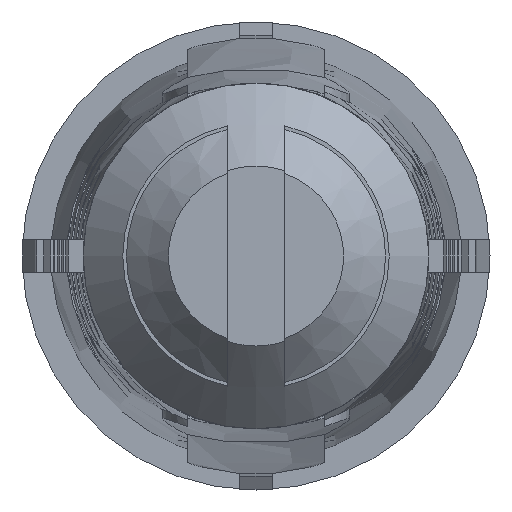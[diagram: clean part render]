
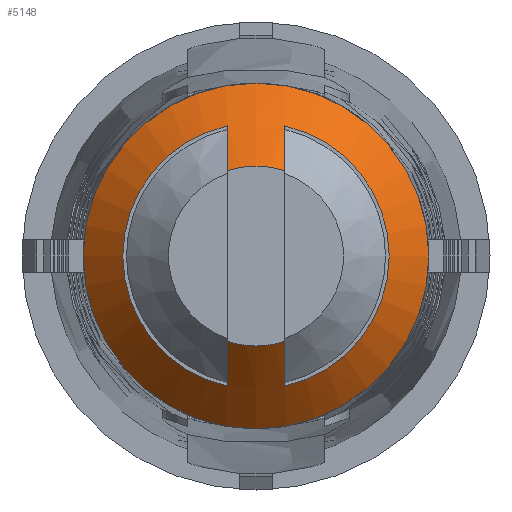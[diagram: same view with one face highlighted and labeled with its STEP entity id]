
A CAD part, left-side view. The second image highlights one B-rep face of the part: STEP entity #5148.
In plain terms, the highlighted conical face has half-angle 45 degrees and reference radius 2.5 mm.
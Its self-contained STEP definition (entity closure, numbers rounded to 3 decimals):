
#849=CIRCLE('',#5421,4.8);
#853=CIRCLE('',#5429,2.5);
#854=CIRCLE('',#5430,2.5);
#855=CIRCLE('',#5432,3.7);
#856=CIRCLE('',#5433,3.7);
#1472=ORIENTED_EDGE('',*,*,#2401,.F.);
#1473=ORIENTED_EDGE('',*,*,#2226,.F.);
#1474=ORIENTED_EDGE('',*,*,#2410,.F.);
#1475=ORIENTED_EDGE('',*,*,#2228,.F.);
#1476=ORIENTED_EDGE('',*,*,#2409,.T.);
#1477=ORIENTED_EDGE('',*,*,#2218,.F.);
#1478=ORIENTED_EDGE('',*,*,#2411,.F.);
#1479=ORIENTED_EDGE('',*,*,#2220,.F.);
#1480=ORIENTED_EDGE('',*,*,#2408,.T.);
#2218=EDGE_CURVE('',#2757,#2758,#3068,.T.);
#2220=EDGE_CURVE('',#2759,#2752,#3069,.T.);
#2226=EDGE_CURVE('',#2765,#2766,#3072,.T.);
#2228=EDGE_CURVE('',#2767,#2761,#3073,.T.);
#2401=EDGE_CURVE('',#2878,#2878,#849,.T.);
#2408=EDGE_CURVE('',#2759,#2766,#853,.T.);
#2409=EDGE_CURVE('',#2767,#2758,#854,.T.);
#2410=EDGE_CURVE('',#2761,#2765,#855,.T.);
#2411=EDGE_CURVE('',#2752,#2757,#856,.T.);
#2752=VERTEX_POINT('',#7217);
#2757=VERTEX_POINT('',#7232);
#2758=VERTEX_POINT('',#7237);
#2759=VERTEX_POINT('',#7239);
#2761=VERTEX_POINT('',#7247);
#2765=VERTEX_POINT('',#7261);
#2766=VERTEX_POINT('',#7266);
#2767=VERTEX_POINT('',#7268);
#2878=VERTEX_POINT('',#7911);
#3068=B_SPLINE_CURVE_WITH_KNOTS('',3,(#7233,#7234,#7235,#7236),
 .UNSPECIFIED.,.F.,.F.,(4,4),(0.,0.002),
 .UNSPECIFIED.);
#3069=B_SPLINE_CURVE_WITH_KNOTS('',3,(#7240,#7241,#7242,#7243),
 .UNSPECIFIED.,.F.,.F.,(4,4),(0.008,0.009),
 .UNSPECIFIED.);
#3072=B_SPLINE_CURVE_WITH_KNOTS('',3,(#7262,#7263,#7264,#7265),
 .UNSPECIFIED.,.F.,.F.,(4,4),(0.,0.002),
 .UNSPECIFIED.);
#3073=B_SPLINE_CURVE_WITH_KNOTS('',3,(#7269,#7270,#7271,#7272),
 .UNSPECIFIED.,.F.,.F.,(4,4),(0.008,0.009),
 .UNSPECIFIED.);
#3267=EDGE_LOOP('',(#1472));
#3268=EDGE_LOOP('',(#1473,#1474,#1475,#1476,#1477,#1478,#1479,#1480));
#3489=FACE_BOUND('',#3267,.T.);
#3490=FACE_BOUND('',#3268,.T.);
#3606=CONICAL_SURFACE('',#5431,2.5,0.785);
#5148=ADVANCED_FACE('',(#3489,#3490),#3606,.T.);
#5421=AXIS2_PLACEMENT_3D('',#7910,#5996,#5997);
#5429=AXIS2_PLACEMENT_3D('',#7924,#6015,#6016);
#5430=AXIS2_PLACEMENT_3D('',#7925,#6017,#6018);
#5431=AXIS2_PLACEMENT_3D('',#7926,#6019,#6020);
#5432=AXIS2_PLACEMENT_3D('',#7927,#6021,#6022);
#5433=AXIS2_PLACEMENT_3D('',#7928,#6023,#6024);
#5996=DIRECTION('',(1.,0.,0.));
#5997=DIRECTION('',(0.,0.,-1.));
#6015=DIRECTION('',(1.,0.,0.));
#6016=DIRECTION('',(0.,0.,-1.));
#6017=DIRECTION('',(1.,0.,0.));
#6018=DIRECTION('',(0.,0.,-1.));
#6019=DIRECTION('',(1.,0.,0.));
#6020=DIRECTION('',(0.,0.,-1.));
#6021=DIRECTION('',(-1.,0.,0.));
#6022=DIRECTION('',(0.,0.,1.));
#6023=DIRECTION('',(-1.,0.,0.));
#6024=DIRECTION('',(0.,0.,1.));
#7217=CARTESIAN_POINT('',(-48.8,0.8,3.612));
#7232=CARTESIAN_POINT('',(-48.8,0.8,-3.612));
#7233=CARTESIAN_POINT('',(-48.8,0.8,-3.612));
#7234=CARTESIAN_POINT('',(-49.203,0.8,-3.2));
#7235=CARTESIAN_POINT('',(-49.604,0.8,-2.787));
#7236=CARTESIAN_POINT('',(-50.,0.8,-2.369));
#7237=CARTESIAN_POINT('',(-50.,0.8,-2.369));
#7239=CARTESIAN_POINT('',(-50.,0.8,2.369));
#7240=CARTESIAN_POINT('',(-50.,0.8,2.369));
#7241=CARTESIAN_POINT('',(-49.604,0.8,2.787));
#7242=CARTESIAN_POINT('',(-49.203,0.8,3.2));
#7243=CARTESIAN_POINT('',(-48.8,0.8,3.612));
#7247=CARTESIAN_POINT('',(-48.8,-0.8,-3.612));
#7261=CARTESIAN_POINT('',(-48.8,-0.8,3.612));
#7262=CARTESIAN_POINT('',(-48.8,-0.8,3.612));
#7263=CARTESIAN_POINT('',(-49.203,-0.8,3.2));
#7264=CARTESIAN_POINT('',(-49.604,-0.8,2.787));
#7265=CARTESIAN_POINT('',(-50.,-0.8,2.369));
#7266=CARTESIAN_POINT('',(-50.,-0.8,2.369));
#7268=CARTESIAN_POINT('',(-50.,-0.8,-2.369));
#7269=CARTESIAN_POINT('',(-50.,-0.8,-2.369));
#7270=CARTESIAN_POINT('',(-49.604,-0.8,-2.787));
#7271=CARTESIAN_POINT('',(-49.203,-0.8,-3.2));
#7272=CARTESIAN_POINT('',(-48.8,-0.8,-3.612));
#7910=CARTESIAN_POINT('',(-47.7,0.,0.));
#7911=CARTESIAN_POINT('',(-47.7,0.,-4.8));
#7924=CARTESIAN_POINT('',(-50.,0.,0.));
#7925=CARTESIAN_POINT('',(-50.,0.,0.));
#7926=CARTESIAN_POINT('',(-50.,0.,0.));
#7927=CARTESIAN_POINT('',(-48.8,0.,0.));
#7928=CARTESIAN_POINT('',(-48.8,0.,0.));
